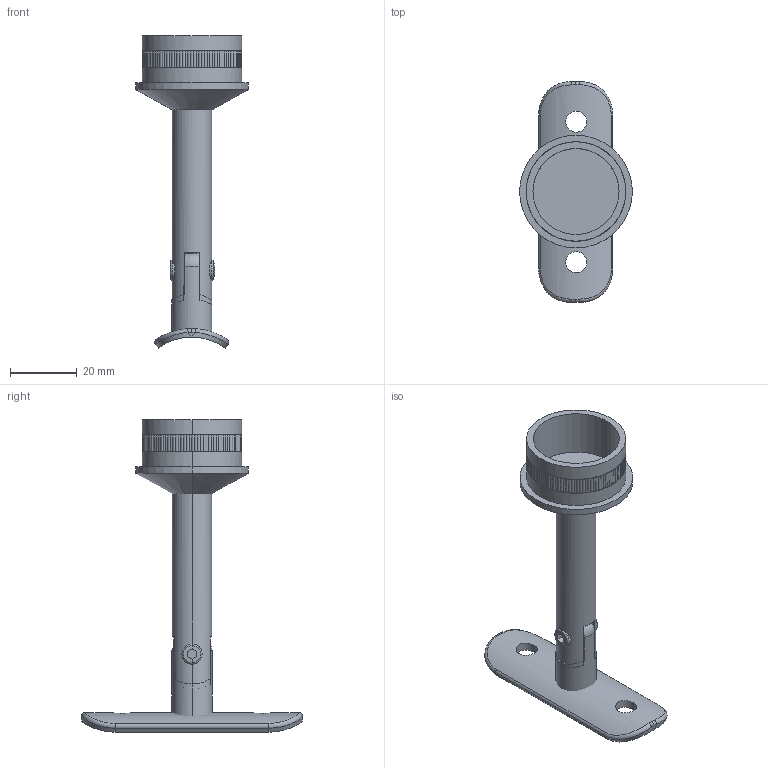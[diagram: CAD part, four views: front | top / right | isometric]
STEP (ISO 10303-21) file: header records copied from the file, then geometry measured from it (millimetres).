
FILE_DESCRIPTION (( 'STEP AP203' ), '1' );
FILE_NAME ('GC2202_33.7x2_188702130.STEP', '2024-10-14T10:46:25', ( '' ), ( '' ), 'SwSTEP 2.0', 'SolidWorks 2024', '' );
FILE_SCHEMA (( 'CONFIG_CONTROL_DESIGN' ));
Length unit declared in the file: millimetre
Products named in the file (1): GC2202_33.7x2_188702130
Bounding box: 33.7 x 66 x 93.29 mm (x, y, z)
Volume: 17915.5 mm3; surface area: 11786.6 mm2
Topology: 5 solids, 5 shells, 644 faces, 1432 edges, 798 vertices
Faces by surface type: plane 471, cylinder 153, torus 12, bspline 4, sphere 2, cone 2
Entity records: 19124 total; most frequent: CARTESIAN_POINT 4055, DIRECTION 3851, ORIENTED_EDGE 2860, AXIS2_PLACEMENT_3D 1830, EDGE_CURVE 1430, CIRCLE 1189, VERTEX_POINT 798, EDGE_LOOP 656
